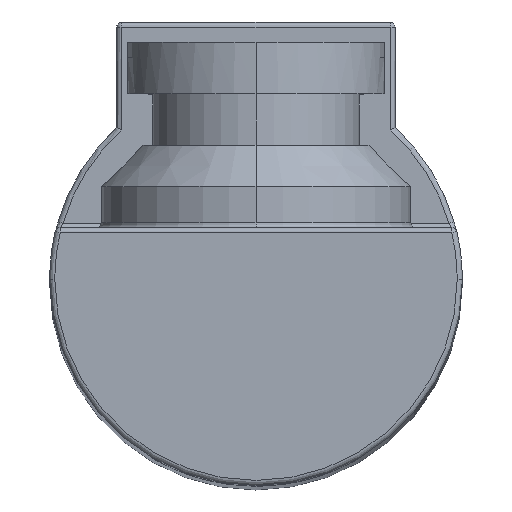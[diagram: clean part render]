
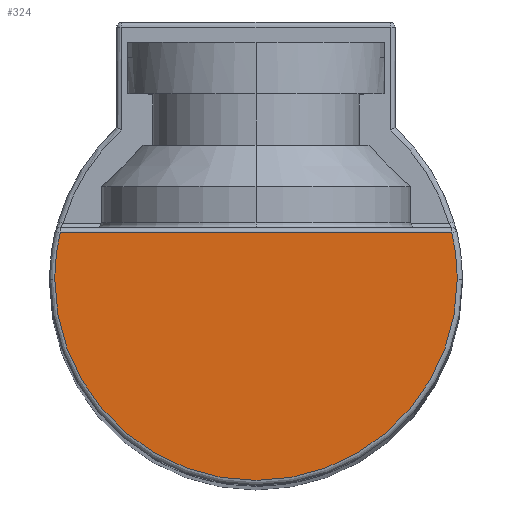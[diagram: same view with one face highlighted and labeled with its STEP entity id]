
A CAD part, top view. The second image highlights one B-rep face of the part: STEP entity #324.
In plain terms, the highlighted planar face has unit normal (0, 0, 1).
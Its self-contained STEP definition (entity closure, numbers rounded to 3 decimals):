
#83 = ORIENTED_EDGE ( 'NONE', *, *, #1418, .T. ) ;
#161 = CIRCLE ( 'NONE', #1616, 1.95 ) ;
#182 = CARTESIAN_POINT ( 'NONE',  ( 1.897, 0.45, 24.5 ) ) ;
#220 = EDGE_LOOP ( 'NONE', ( #987, #83, #1233, #409 ) ) ;
#223 = VERTEX_POINT ( 'NONE', #182 ) ;
#247 = VERTEX_POINT ( 'NONE', #1709 ) ;
#324 = ADVANCED_FACE ( 'NONE', ( #1749 ), #1450, .T. ) ;
#399 = LINE ( 'NONE', #447, #1366 ) ;
#409 = ORIENTED_EDGE ( 'NONE', *, *, #1132, .T. ) ;
#414 = DIRECTION ( 'NONE',  ( 1., 0., 0. ) ) ;
#447 = CARTESIAN_POINT ( 'NONE',  ( 0., 0.45, 24.5 ) ) ;
#505 = VERTEX_POINT ( 'NONE', #1927 ) ;
#515 = DIRECTION ( 'NONE',  ( 1., 0., 0. ) ) ;
#523 = CIRCLE ( 'NONE', #1474, 1.95 ) ;
#526 = CARTESIAN_POINT ( 'NONE',  ( 0., 0., 24.5 ) ) ;
#542 = DIRECTION ( 'NONE',  ( 0., 0., 1. ) ) ;
#568 = DIRECTION ( 'NONE',  ( 1., 0., 0. ) ) ;
#783 = CARTESIAN_POINT ( 'NONE',  ( 0., 0., 24.5 ) ) ;
#987 = ORIENTED_EDGE ( 'NONE', *, *, #1208, .T. ) ;
#1132 = EDGE_CURVE ( 'NONE', #223, #247, #399, .T. ) ;
#1174 = AXIS2_PLACEMENT_3D ( 'NONE', #783, #1861, #1989 ) ;
#1184 = VERTEX_POINT ( 'NONE', #1840 ) ;
#1208 = EDGE_CURVE ( 'NONE', #247, #505, #1416, .T. ) ;
#1212 = DIRECTION ( 'NONE',  ( -1., 0., 0. ) ) ;
#1233 = ORIENTED_EDGE ( 'NONE', *, *, #1431, .T. ) ;
#1319 = CARTESIAN_POINT ( 'NONE',  ( 0., 0., 24.5 ) ) ;
#1366 = VECTOR ( 'NONE', #1212, 1000. ) ;
#1416 = CIRCLE ( 'NONE', #1174, 1.95 ) ;
#1418 = EDGE_CURVE ( 'NONE', #505, #1184, #523, .T. ) ;
#1431 = EDGE_CURVE ( 'NONE', #1184, #223, #161, .T. ) ;
#1434 = DIRECTION ( 'NONE',  ( 0., 0., 1. ) ) ;
#1450 = PLANE ( 'NONE',  #1826 ) ;
#1474 = AXIS2_PLACEMENT_3D ( 'NONE', #1760, #1926, #568 ) ;
#1616 = AXIS2_PLACEMENT_3D ( 'NONE', #1319, #542, #414 ) ;
#1709 = CARTESIAN_POINT ( 'NONE',  ( -1.897, 0.45, 24.5 ) ) ;
#1749 = FACE_OUTER_BOUND ( 'NONE', #220, .T. ) ;
#1760 = CARTESIAN_POINT ( 'NONE',  ( 0., 0., 24.5 ) ) ;
#1826 = AXIS2_PLACEMENT_3D ( 'NONE', #526, #1434, #515 ) ;
#1840 = CARTESIAN_POINT ( 'NONE',  ( 1.95, 0., 24.5 ) ) ;
#1861 = DIRECTION ( 'NONE',  ( 0., 0., 1. ) ) ;
#1926 = DIRECTION ( 'NONE',  ( 0., 0., 1. ) ) ;
#1927 = CARTESIAN_POINT ( 'NONE',  ( -1.95, 0., 24.5 ) ) ;
#1989 = DIRECTION ( 'NONE',  ( 1., 0., 0. ) ) ;
